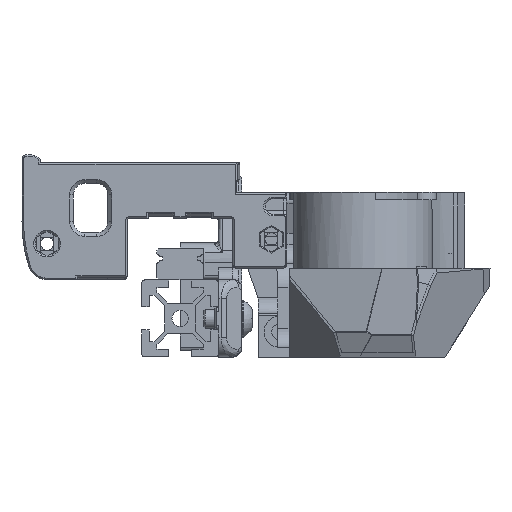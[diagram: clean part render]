
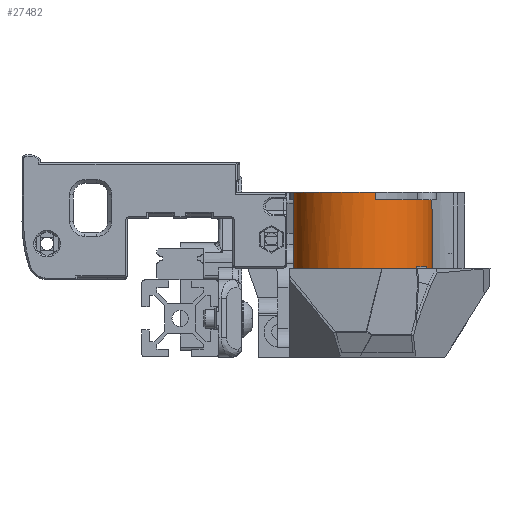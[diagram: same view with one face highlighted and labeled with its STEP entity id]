
A CAD part, left-side view. The second image highlights one B-rep face of the part: STEP entity #27482.
In plain terms, the highlighted cylindrical face has radius 18 mm (diameter 36 mm), a full revolution.
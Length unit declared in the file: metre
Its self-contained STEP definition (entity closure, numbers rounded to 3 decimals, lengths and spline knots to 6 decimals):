
#1238=CIRCLE('',#30154,0.018);
#1240=CIRCLE('',#30157,0.018);
#1242=CIRCLE('',#30161,0.018);
#1243=CIRCLE('',#30162,0.018);
#1244=CIRCLE('',#30164,0.018);
#1753=CYLINDRICAL_SURFACE('',#30165,0.018);
#7786=ORIENTED_EDGE('',*,*,#12576,.F.);
#7787=ORIENTED_EDGE('',*,*,#12572,.F.);
#7788=ORIENTED_EDGE('',*,*,#12565,.T.);
#7789=ORIENTED_EDGE('',*,*,#12574,.T.);
#7790=ORIENTED_EDGE('',*,*,#12553,.F.);
#7791=ORIENTED_EDGE('',*,*,#12570,.F.);
#7792=ORIENTED_EDGE('',*,*,#12559,.T.);
#7793=ORIENTED_EDGE('',*,*,#12575,.T.);
#7794=ORIENTED_EDGE('',*,*,#12563,.F.);
#12553=EDGE_CURVE('',#15404,#15406,#18027,.T.);
#12559=EDGE_CURVE('',#15409,#15411,#18030,.T.);
#12563=EDGE_CURVE('',#15415,#15413,#18032,.T.);
#12565=EDGE_CURVE('',#15418,#15416,#18033,.T.);
#12570=EDGE_CURVE('',#15409,#15404,#1238,.T.);
#12572=EDGE_CURVE('',#15418,#15415,#1240,.T.);
#12574=EDGE_CURVE('',#15416,#15406,#1242,.T.);
#12575=EDGE_CURVE('',#15411,#15413,#1243,.T.);
#12576=EDGE_CURVE('',#15420,#15420,#1244,.T.);
#15404=VERTEX_POINT('',#46264);
#15406=VERTEX_POINT('',#46267);
#15409=VERTEX_POINT('',#46274);
#15411=VERTEX_POINT('',#46278);
#15413=VERTEX_POINT('',#46283);
#15415=VERTEX_POINT('',#46287);
#15416=VERTEX_POINT('',#46291);
#15418=VERTEX_POINT('',#46294);
#15420=VERTEX_POINT('',#46313);
#18027=LINE('',#46266,#20713);
#18030=LINE('',#46279,#20716);
#18032=LINE('',#46288,#20718);
#18033=LINE('',#46293,#20719);
#20713=VECTOR('',#36680,1.);
#20716=VECTOR('',#36691,1.);
#20718=VECTOR('',#36699,1.);
#20719=VECTOR('',#36704,1.);
#22839=EDGE_LOOP('',(#7786));
#22840=EDGE_LOOP('',(#7787,#7788,#7789,#7790,#7791,#7792,#7793,#7794));
#24796=FACE_BOUND('',#22839,.T.);
#24797=FACE_BOUND('',#22840,.T.);
#27482=ADVANCED_FACE('',(#24796,#24797),#1753,.T.);
#30154=AXIS2_PLACEMENT_3D('',#46302,#36716,#36717);
#30157=AXIS2_PLACEMENT_3D('',#46305,#36722,#36723);
#30161=AXIS2_PLACEMENT_3D('',#46309,#36730,#36731);
#30162=AXIS2_PLACEMENT_3D('',#46310,#36732,#36733);
#30164=AXIS2_PLACEMENT_3D('',#46312,#36736,#36737);
#30165=AXIS2_PLACEMENT_3D('',#46314,#36738,#36739);
#36680=DIRECTION('',(0.,0.,1.));
#36691=DIRECTION('',(0.,0.,1.));
#36699=DIRECTION('',(0.,0.,1.));
#36704=DIRECTION('',(0.,0.,1.));
#36716=DIRECTION('',(0.,0.,1.));
#36717=DIRECTION('',(0.,-1.,0.));
#36722=DIRECTION('',(0.,0.,1.));
#36723=DIRECTION('',(0.,-1.,0.));
#36730=DIRECTION('',(0.,0.,-1.));
#36731=DIRECTION('',(0.,1.,0.));
#36732=DIRECTION('',(0.,0.,-1.));
#36733=DIRECTION('',(0.,1.,0.));
#36736=DIRECTION('',(0.,0.,-1.));
#36737=DIRECTION('',(0.,1.,0.));
#36738=DIRECTION('',(0.,0.,1.));
#36739=DIRECTION('',(0.,-1.,0.));
#46264=CARTESIAN_POINT('',(0.007593,0.024164,0.0428));
#46266=CARTESIAN_POINT('',(0.007593,0.024164,0.0248));
#46267=CARTESIAN_POINT('',(0.007593,0.024164,0.0448));
#46274=CARTESIAN_POINT('',(0.02206,0.009697,0.0428));
#46278=CARTESIAN_POINT('',(0.02206,0.009697,0.0448));
#46279=CARTESIAN_POINT('',(0.02206,0.009697,0.0248));
#46283=CARTESIAN_POINT('',(0.001114,-0.011248,0.0448));
#46287=CARTESIAN_POINT('',(0.001114,-0.011248,0.0428));
#46288=CARTESIAN_POINT('',(0.001114,-0.011248,0.0248));
#46291=CARTESIAN_POINT('',(-0.013353,0.003218,0.0448));
#46293=CARTESIAN_POINT('',(-0.013353,0.003218,0.0248));
#46294=CARTESIAN_POINT('',(-0.013353,0.003218,0.0428));
#46302=CARTESIAN_POINT('',(0.004353,0.006458,0.0428));
#46305=CARTESIAN_POINT('',(0.004353,0.006458,0.0428));
#46309=CARTESIAN_POINT('',(0.004353,0.006458,0.0448));
#46310=CARTESIAN_POINT('',(0.004353,0.006458,0.0448));
#46312=CARTESIAN_POINT('',(0.004353,0.006458,0.0248));
#46313=CARTESIAN_POINT('',(0.004353,0.024458,0.0248));
#46314=CARTESIAN_POINT('',(0.004353,0.006458,0.0248));
